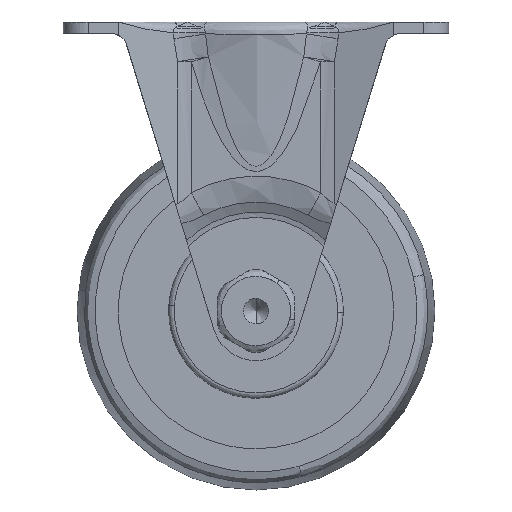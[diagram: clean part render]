
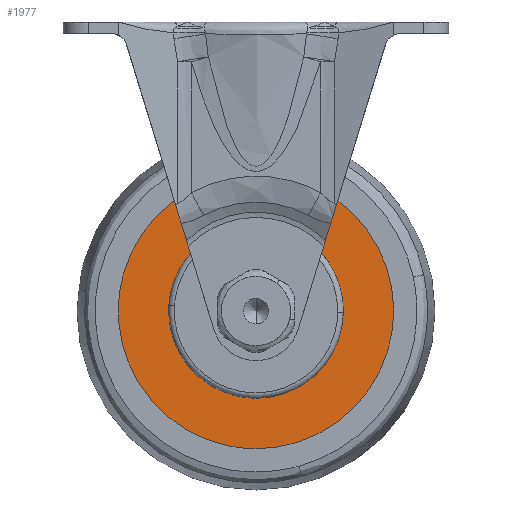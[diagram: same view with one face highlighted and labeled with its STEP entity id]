
A CAD part, front view. The second image highlights one B-rep face of the part: STEP entity #1977.
In plain terms, the highlighted free-form (B-spline) face has degree [1, 1] with [2, 2] control points.
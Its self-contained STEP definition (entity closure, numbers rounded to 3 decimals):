
#100=CARTESIAN_POINT('',(-24.953,-12.5,1.526));
#101=VERTEX_POINT('',#100);
#107=CARTESIAN_POINT('',(0.0,-12.5,25.0));
#108=VERTEX_POINT('',#107);
#109=CARTESIAN_POINT('',(0.0,-12.5,25.0));
#110=CARTESIAN_POINT('',(-23.518,-12.5,25.));
#111=CARTESIAN_POINT('',(-24.953,-12.5,1.526));
#119=(BOUNDED_CURVE()B_SPLINE_CURVE(2,(#109,#110,#111),.UNSPECIFIED.,.F.,.U.)B_SPLINE_CURVE_WITH_KNOTS((3,3),(0.5,0.739),.UNSPECIFIED.)CURVE()GEOMETRIC_REPRESENTATION_ITEM()RATIONAL_B_SPLINE_CURVE((1.0,0.72,0.976))REPRESENTATION_ITEM(''));
#120=EDGE_CURVE('',#108,#101,#119,.T.);
#122=CARTESIAN_POINT('',(24.825,-12.5,-2.951));
#123=VERTEX_POINT('',#122);
#124=CARTESIAN_POINT('',(24.825,-12.5,-2.951));
#125=CARTESIAN_POINT('',(25.,-12.5,-1.481));
#126=CARTESIAN_POINT('',(25.0,-12.5,0.));
#127=CARTESIAN_POINT('',(25.,-12.5,25.));
#128=CARTESIAN_POINT('',(0.0,-12.5,25.0));
#136=(BOUNDED_CURVE()B_SPLINE_CURVE(2,(#124,#125,#126,#127,#128),.UNSPECIFIED.,.F.,.U.)B_SPLINE_CURVE_WITH_KNOTS((3,2,3),(0.23,0.25,0.5),.UNSPECIFIED.)CURVE()GEOMETRIC_REPRESENTATION_ITEM()RATIONAL_B_SPLINE_CURVE((0.956,0.976,1.0,0.707,1.0))REPRESENTATION_ITEM(''));
#137=EDGE_CURVE('',#123,#108,#136,.T.);
#181=CARTESIAN_POINT('',(0.0,-12.5,-25.0));
#182=VERTEX_POINT('',#181);
#183=CARTESIAN_POINT('',(0.0,-12.5,-25.0));
#184=CARTESIAN_POINT('',(22.204,-12.5,-25.0));
#185=CARTESIAN_POINT('',(24.825,-12.5,-2.951));
#193=(BOUNDED_CURVE()B_SPLINE_CURVE(2,(#183,#184,#185),.UNSPECIFIED.,.F.,.U.)B_SPLINE_CURVE_WITH_KNOTS((3,3),(0.0,0.23),.UNSPECIFIED.)CURVE()GEOMETRIC_REPRESENTATION_ITEM()RATIONAL_B_SPLINE_CURVE((1.0,0.731,0.956))REPRESENTATION_ITEM(''));
#194=EDGE_CURVE('',#182,#123,#193,.T.);
#196=CARTESIAN_POINT('',(-24.953,-12.5,1.526));
#197=CARTESIAN_POINT('',(-25.,-12.5,0.764));
#198=CARTESIAN_POINT('',(-25.0,-12.5,0.));
#199=CARTESIAN_POINT('',(-25.,-12.5,-25.));
#200=CARTESIAN_POINT('',(0.0,-12.5,-25.0));
#208=(BOUNDED_CURVE()B_SPLINE_CURVE(2,(#196,#197,#198,#199,#200),.UNSPECIFIED.,.F.,.U.)B_SPLINE_CURVE_WITH_KNOTS((3,2,3),(0.739,0.75,1.0),.UNSPECIFIED.)CURVE()GEOMETRIC_REPRESENTATION_ITEM()RATIONAL_B_SPLINE_CURVE((0.976,0.988,1.0,0.707,1.0))REPRESENTATION_ITEM(''));
#209=EDGE_CURVE('',#101,#182,#208,.T.);
#273=CARTESIAN_POINT('',(8.602,-12.5,-13.313));
#274=VERTEX_POINT('',#273);
#280=CARTESIAN_POINT('',(0.0,-12.5,15.85));
#281=VERTEX_POINT('',#280);
#282=CARTESIAN_POINT('',(8.602,-12.5,-13.313));
#283=CARTESIAN_POINT('',(15.85,-12.5,-8.629));
#284=CARTESIAN_POINT('',(15.85,-12.5,0.));
#285=CARTESIAN_POINT('',(15.85,-12.5,15.85));
#286=CARTESIAN_POINT('',(0.0,-12.5,15.85));
#294=(BOUNDED_CURVE()B_SPLINE_CURVE(2,(#282,#283,#284,#285,#286),.UNSPECIFIED.,.F.,.U.)B_SPLINE_CURVE_WITH_KNOTS((3,2,3),(0.093,0.25,0.5),.UNSPECIFIED.)CURVE()GEOMETRIC_REPRESENTATION_ITEM()RATIONAL_B_SPLINE_CURVE((0.863,0.816,1.0,0.707,1.0))REPRESENTATION_ITEM(''));
#295=EDGE_CURVE('',#274,#281,#294,.T.);
#297=CARTESIAN_POINT('',(-12.23,-12.5,-10.082));
#298=VERTEX_POINT('',#297);
#299=CARTESIAN_POINT('',(0.0,-12.5,15.85));
#300=CARTESIAN_POINT('',(-15.85,-12.5,15.85));
#301=CARTESIAN_POINT('',(-15.85,-12.5,0.));
#302=CARTESIAN_POINT('',(-15.85,-12.5,-5.691));
#303=CARTESIAN_POINT('',(-12.23,-12.5,-10.082));
#311=(BOUNDED_CURVE()B_SPLINE_CURVE(2,(#299,#300,#301,#302,#303),.UNSPECIFIED.,.F.,.U.)B_SPLINE_CURVE_WITH_KNOTS((3,2,3),(0.5,0.75,0.861),.UNSPECIFIED.)CURVE()GEOMETRIC_REPRESENTATION_ITEM()RATIONAL_B_SPLINE_CURVE((1.0,0.707,1.0,0.871,0.856))REPRESENTATION_ITEM(''));
#312=EDGE_CURVE('',#281,#298,#311,.T.);
#414=CARTESIAN_POINT('',(0.0,-12.5,-15.85));
#415=VERTEX_POINT('',#414);
#416=CARTESIAN_POINT('',(-12.23,-12.5,-10.082));
#417=CARTESIAN_POINT('',(-7.475,-12.5,-15.85));
#418=CARTESIAN_POINT('',(0.0,-12.5,-15.85));
#426=(BOUNDED_CURVE()B_SPLINE_CURVE(2,(#416,#417,#418),.UNSPECIFIED.,.F.,.U.)B_SPLINE_CURVE_WITH_KNOTS((3,3),(0.861,1.0),.UNSPECIFIED.)CURVE()GEOMETRIC_REPRESENTATION_ITEM()RATIONAL_B_SPLINE_CURVE((0.856,0.837,1.0))REPRESENTATION_ITEM(''));
#427=EDGE_CURVE('',#298,#415,#426,.T.);
#429=CARTESIAN_POINT('',(0.0,-12.5,-15.85));
#430=CARTESIAN_POINT('',(4.675,-12.5,-15.85));
#431=CARTESIAN_POINT('',(8.602,-12.5,-13.313));
#439=(BOUNDED_CURVE()B_SPLINE_CURVE(2,(#429,#430,#431),.UNSPECIFIED.,.F.,.U.)B_SPLINE_CURVE_WITH_KNOTS((3,3),(0.0,0.093),.UNSPECIFIED.)CURVE()GEOMETRIC_REPRESENTATION_ITEM()RATIONAL_B_SPLINE_CURVE((1.0,0.891,0.863))REPRESENTATION_ITEM(''));
#440=EDGE_CURVE('',#415,#274,#439,.T.);
#1960=CARTESIAN_POINT('',(-27.497,-12.5,27.497));
#1961=CARTESIAN_POINT('',(-27.497,-12.5,-27.498));
#1962=CARTESIAN_POINT('',(27.497,-12.5,27.497));
#1963=CARTESIAN_POINT('',(27.497,-12.5,-27.498));
#1964=B_SPLINE_SURFACE_WITH_KNOTS('',1,1,((#1960,#1962),(#1961,#1963)),.UNSPECIFIED.,.F.,.F.,.U.,(2,2),(2,2),(0.0,54.995),(0.0,54.994),.UNSPECIFIED.);
#1965=ORIENTED_EDGE('',*,*,#194,.T.);
#1966=ORIENTED_EDGE('',*,*,#137,.T.);
#1967=ORIENTED_EDGE('',*,*,#120,.T.);
#1968=ORIENTED_EDGE('',*,*,#209,.T.);
#1969=EDGE_LOOP('',(#1965,#1966,#1967,#1968));
#1970=FACE_OUTER_BOUND('',#1969,.T.);
#1971=ORIENTED_EDGE('',*,*,#312,.F.);
#1972=ORIENTED_EDGE('',*,*,#295,.F.);
#1973=ORIENTED_EDGE('',*,*,#440,.F.);
#1974=ORIENTED_EDGE('',*,*,#427,.F.);
#1975=EDGE_LOOP('',(#1971,#1972,#1973,#1974));
#1976=FACE_BOUND('',#1975,.T.);
#1977=ADVANCED_FACE('',(#1970,#1976),#1964,.T.);
